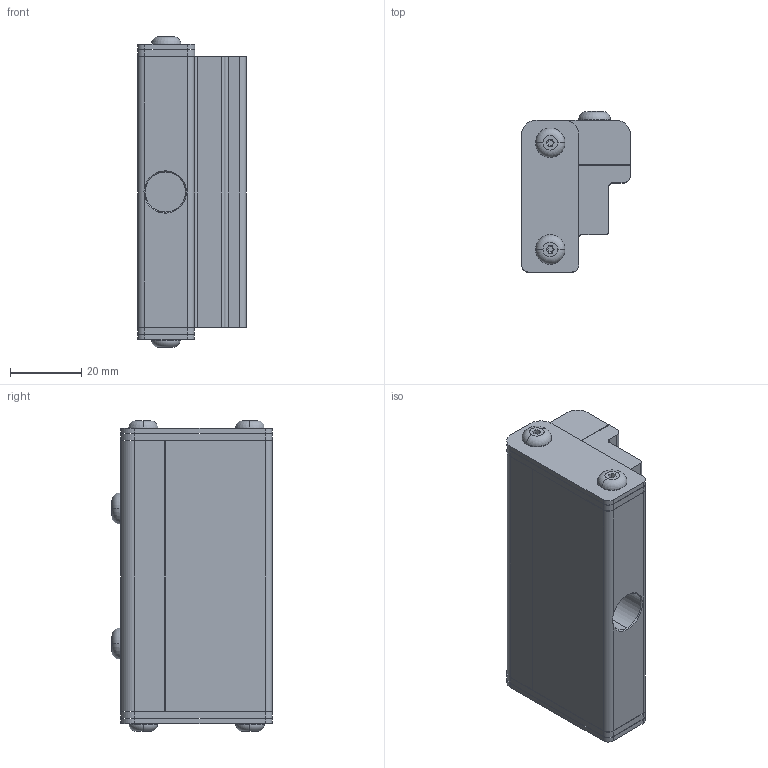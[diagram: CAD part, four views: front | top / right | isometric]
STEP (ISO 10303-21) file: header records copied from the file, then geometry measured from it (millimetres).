
FILE_DESCRIPTION (( 'STEP AP214' ), '1' );
FILE_NAME ('lama d''aria 921-3.STEP', '2013-02-04T14:57:39', ( 'PC' ), ( '' ), 'SwSTEP 2.0', 'SolidWorks 2012', '' );
FILE_SCHEMA (( 'AUTOMOTIVE_DESIGN' ));
Length unit declared in the file: millimetre
Products named in the file (1): lama d''aria 921-3
Bounding box: 30.5 x 45.2 x 87.4 mm (x, y, z)
Volume: 82662.4 mm3; surface area: 24431.7 mm2
Topology: 6 solids, 6 shells, 179 faces, 413 edges, 258 vertices
Faces by surface type: plane 89, cylinder 74, torus 12, cone 3, bspline 1
Entity records: 5388 total; most frequent: CARTESIAN_POINT 1086, DIRECTION 835, ORIENTED_EDGE 826, EDGE_CURVE 413, AXIS2_PLACEMENT_3D 283, LINE 269, VECTOR 269, VERTEX_POINT 258
